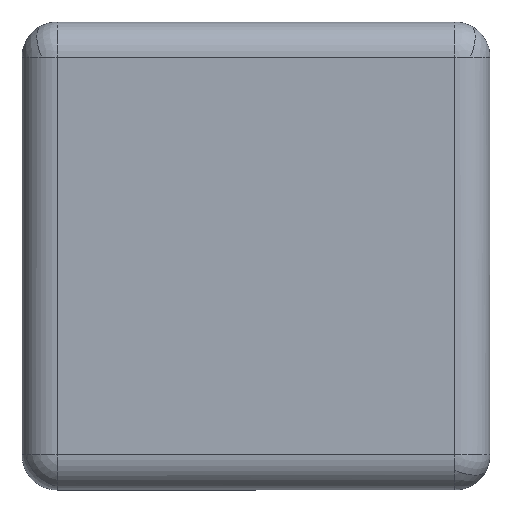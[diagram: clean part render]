
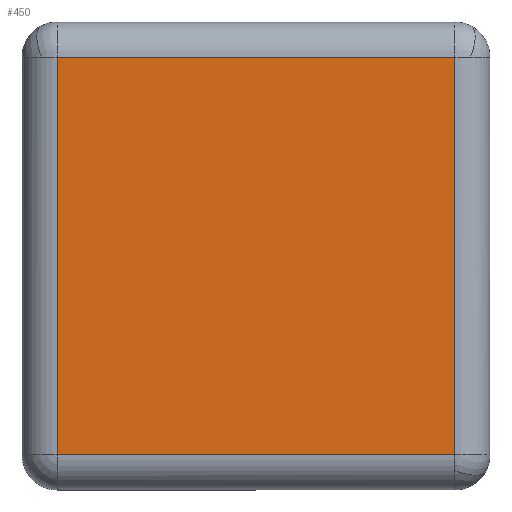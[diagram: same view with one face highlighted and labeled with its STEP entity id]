
A CAD part, top view. The second image highlights one B-rep face of the part: STEP entity #450.
In plain terms, the highlighted planar face has unit normal (0, 0, 1).
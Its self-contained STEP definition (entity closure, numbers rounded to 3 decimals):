
#236 = ORIENTED_EDGE ( 'NONE', *, *, #1780, .F. ) ;
#267 = CARTESIAN_POINT ( 'NONE',  ( -17., -17., 4. ) ) ;
#271 = ORIENTED_EDGE ( 'NONE', *, *, #440, .F. ) ;
#316 = DIRECTION ( 'NONE',  ( 1., 0., 0. ) ) ;
#378 = ORIENTED_EDGE ( 'NONE', *, *, #1067, .F. ) ;
#440 = EDGE_CURVE ( 'NONE', #677, #2104, #711, .T. ) ;
#450 = ADVANCED_FACE ( 'NONE', ( #1866 ), #1092, .F. ) ;
#476 = VECTOR ( 'NONE', #925, 1000. ) ;
#671 = CARTESIAN_POINT ( 'NONE',  ( 17., -17., 4. ) ) ;
#677 = VERTEX_POINT ( 'NONE', #267 ) ;
#685 = LINE ( 'NONE', #1997, #2173 ) ;
#711 = LINE ( 'NONE', #1414, #1769 ) ;
#764 = ORIENTED_EDGE ( 'NONE', *, *, #1731, .F. ) ;
#883 = DIRECTION ( 'NONE',  ( -1., 0., 0. ) ) ;
#885 = EDGE_LOOP ( 'NONE', ( #378, #764, #271, #236 ) ) ;
#925 = DIRECTION ( 'NONE',  ( -1., 0., 0. ) ) ;
#943 = AXIS2_PLACEMENT_3D ( 'NONE', #2383, #1641, #883 ) ;
#982 = LINE ( 'NONE', #1662, #476 ) ;
#1067 = EDGE_CURVE ( 'NONE', #2198, #1567, #685, .T. ) ;
#1072 = DIRECTION ( 'NONE',  ( 0., -1., 0. ) ) ;
#1092 = PLANE ( 'NONE',  #943 ) ;
#1406 = VECTOR ( 'NONE', #316, 1000. ) ;
#1414 = CARTESIAN_POINT ( 'NONE',  ( -17., 20., 4. ) ) ;
#1567 = VERTEX_POINT ( 'NONE', #671 ) ;
#1586 = DIRECTION ( 'NONE',  ( 0., 1., 0. ) ) ;
#1641 = DIRECTION ( 'NONE',  ( 0., 0., -1. ) ) ;
#1662 = CARTESIAN_POINT ( 'NONE',  ( -20., -17., 4. ) ) ;
#1731 = EDGE_CURVE ( 'NONE', #2104, #2198, #2316, .T. ) ;
#1769 = VECTOR ( 'NONE', #1586, 1000. ) ;
#1780 = EDGE_CURVE ( 'NONE', #1567, #677, #982, .T. ) ;
#1866 = FACE_OUTER_BOUND ( 'NONE', #885, .T. ) ;
#1933 = CARTESIAN_POINT ( 'NONE',  ( -17., 17., 4. ) ) ;
#1986 = CARTESIAN_POINT ( 'NONE',  ( 17., 17., 4. ) ) ;
#1997 = CARTESIAN_POINT ( 'NONE',  ( 17., 20., 4. ) ) ;
#2104 = VERTEX_POINT ( 'NONE', #1933 ) ;
#2173 = VECTOR ( 'NONE', #1072, 1000. ) ;
#2198 = VERTEX_POINT ( 'NONE', #1986 ) ;
#2213 = CARTESIAN_POINT ( 'NONE',  ( -20., 17., 4. ) ) ;
#2316 = LINE ( 'NONE', #2213, #1406 ) ;
#2383 = CARTESIAN_POINT ( 'NONE',  ( -20., 20., 4. ) ) ;
